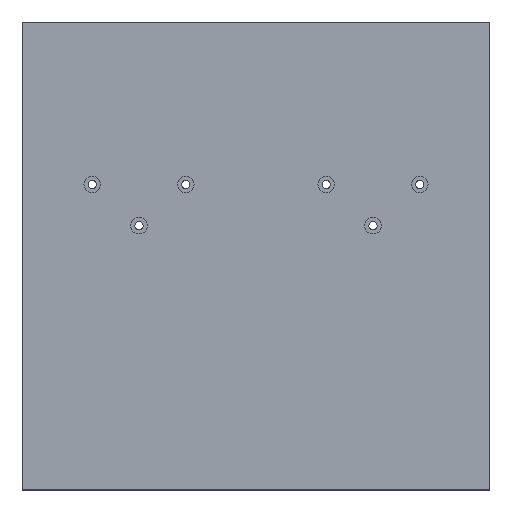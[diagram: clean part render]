
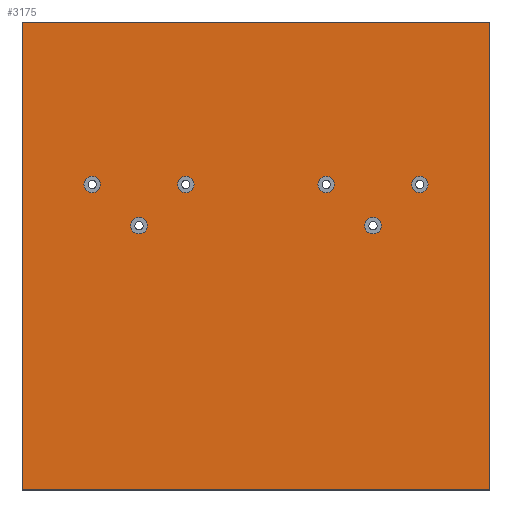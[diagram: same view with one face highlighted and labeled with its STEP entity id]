
A CAD part, top view. The second image highlights one B-rep face of the part: STEP entity #3175.
In plain terms, the highlighted planar face has unit normal (0, 0, 1).
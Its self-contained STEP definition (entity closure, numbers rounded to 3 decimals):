
#278=FACE_BOUND('',#740,.T.);
#279=FACE_BOUND('',#741,.T.);
#280=FACE_BOUND('',#742,.T.);
#281=FACE_BOUND('',#743,.T.);
#282=FACE_BOUND('',#744,.T.);
#283=FACE_BOUND('',#745,.T.);
#365=PLANE('',#3308);
#539=FACE_OUTER_BOUND('',#739,.T.);
#739=EDGE_LOOP('',(#2976,#2977,#2978,#2979));
#740=EDGE_LOOP('',(#2980));
#741=EDGE_LOOP('',(#2981));
#742=EDGE_LOOP('',(#2982));
#743=EDGE_LOOP('',(#2983));
#744=EDGE_LOOP('',(#2984));
#745=EDGE_LOOP('',(#2985));
#1014=LINE('',#6088,#1288);
#1016=LINE('',#6092,#1290);
#1018=LINE('',#6096,#1292);
#1020=LINE('',#6099,#1294);
#1288=VECTOR('',#3807,10.);
#1290=VECTOR('',#3811,10.);
#1292=VECTOR('',#3815,10.);
#1294=VECTOR('',#3819,10.);
#1295=CIRCLE('',#3192,3.);
#1298=CIRCLE('',#3197,3.);
#1301=CIRCLE('',#3202,3.);
#1304=CIRCLE('',#3207,3.);
#1307=CIRCLE('',#3212,3.);
#1310=CIRCLE('',#3217,3.);
#1319=VERTEX_POINT('',#3826);
#1322=VERTEX_POINT('',#3835);
#1325=VERTEX_POINT('',#3844);
#1328=VERTEX_POINT('',#3853);
#1331=VERTEX_POINT('',#3862);
#1334=VERTEX_POINT('',#3871);
#1619=VERTEX_POINT('',#6085);
#1620=VERTEX_POINT('',#6087);
#1621=VERTEX_POINT('',#6091);
#1622=VERTEX_POINT('',#6095);
#1623=EDGE_CURVE('',#1319,#1319,#1295,.T.);
#1627=EDGE_CURVE('',#1322,#1322,#1298,.T.);
#1631=EDGE_CURVE('',#1325,#1325,#1301,.T.);
#1635=EDGE_CURVE('',#1328,#1328,#1304,.T.);
#1639=EDGE_CURVE('',#1331,#1331,#1307,.T.);
#1643=EDGE_CURVE('',#1334,#1334,#1310,.T.);
#2072=EDGE_CURVE('',#1620,#1619,#1014,.T.);
#2074=EDGE_CURVE('',#1621,#1620,#1016,.T.);
#2076=EDGE_CURVE('',#1622,#1621,#1018,.T.);
#2078=EDGE_CURVE('',#1619,#1622,#1020,.T.);
#2976=ORIENTED_EDGE('',*,*,#2078,.T.);
#2977=ORIENTED_EDGE('',*,*,#2076,.T.);
#2978=ORIENTED_EDGE('',*,*,#2074,.T.);
#2979=ORIENTED_EDGE('',*,*,#2072,.T.);
#2980=ORIENTED_EDGE('',*,*,#1623,.T.);
#2981=ORIENTED_EDGE('',*,*,#1627,.T.);
#2982=ORIENTED_EDGE('',*,*,#1631,.T.);
#2983=ORIENTED_EDGE('',*,*,#1635,.T.);
#2984=ORIENTED_EDGE('',*,*,#1639,.T.);
#2985=ORIENTED_EDGE('',*,*,#1643,.T.);
#3175=ADVANCED_FACE('',(#539,#278,#279,#280,#281,#282,#283),#365,.T.);
#3192=AXIS2_PLACEMENT_3D('',#3827,#3314,#3315);
#3197=AXIS2_PLACEMENT_3D('',#3836,#3325,#3326);
#3202=AXIS2_PLACEMENT_3D('',#3845,#3336,#3337);
#3207=AXIS2_PLACEMENT_3D('',#3854,#3347,#3348);
#3212=AXIS2_PLACEMENT_3D('',#3863,#3358,#3359);
#3217=AXIS2_PLACEMENT_3D('',#3872,#3369,#3370);
#3308=AXIS2_PLACEMENT_3D('',#6100,#3820,#3821);
#3314=DIRECTION('center_axis',(0.,0.,-1.));
#3315=DIRECTION('ref_axis',(-1.,0.,0.));
#3325=DIRECTION('center_axis',(0.,0.,-1.));
#3326=DIRECTION('ref_axis',(-1.,0.,0.));
#3336=DIRECTION('center_axis',(0.,0.,-1.));
#3337=DIRECTION('ref_axis',(-1.,0.,0.));
#3347=DIRECTION('center_axis',(0.,0.,-1.));
#3348=DIRECTION('ref_axis',(-1.,0.,0.));
#3358=DIRECTION('center_axis',(0.,0.,-1.));
#3359=DIRECTION('ref_axis',(-1.,0.,0.));
#3369=DIRECTION('center_axis',(0.,0.,-1.));
#3370=DIRECTION('ref_axis',(-1.,0.,0.));
#3807=DIRECTION('',(-1.,0.,0.));
#3811=DIRECTION('',(0.,1.,0.));
#3815=DIRECTION('',(1.,0.,0.));
#3819=DIRECTION('',(0.,-1.,0.));
#3820=DIRECTION('center_axis',(0.,0.,1.));
#3821=DIRECTION('ref_axis',(1.,0.,0.));
#3826=CARTESIAN_POINT('',(130.5,96.,7.));
#3827=CARTESIAN_POINT('Origin',(127.5,96.,7.));
#3835=CARTESIAN_POINT('',(28.5,111.,7.));
#3836=CARTESIAN_POINT('Origin',(25.5,111.,7.));
#3844=CARTESIAN_POINT('',(147.5,111.,7.));
#3845=CARTESIAN_POINT('Origin',(144.5,111.,7.));
#3853=CARTESIAN_POINT('',(62.5,111.,7.));
#3854=CARTESIAN_POINT('Origin',(59.5,111.,7.));
#3862=CARTESIAN_POINT('',(45.5,96.,7.));
#3863=CARTESIAN_POINT('Origin',(42.5,96.,7.));
#3871=CARTESIAN_POINT('',(113.5,111.,7.));
#3872=CARTESIAN_POINT('Origin',(110.5,111.,7.));
#6085=CARTESIAN_POINT('',(0.,170.,7.));
#6087=CARTESIAN_POINT('',(170.,170.,7.));
#6088=CARTESIAN_POINT('',(170.,170.,7.));
#6091=CARTESIAN_POINT('',(170.,0.,7.));
#6092=CARTESIAN_POINT('',(170.,0.,7.));
#6095=CARTESIAN_POINT('',(0.,0.,7.));
#6096=CARTESIAN_POINT('',(0.,0.,7.));
#6099=CARTESIAN_POINT('',(0.,170.,7.));
#6100=CARTESIAN_POINT('Origin',(85.,85.,7.));
